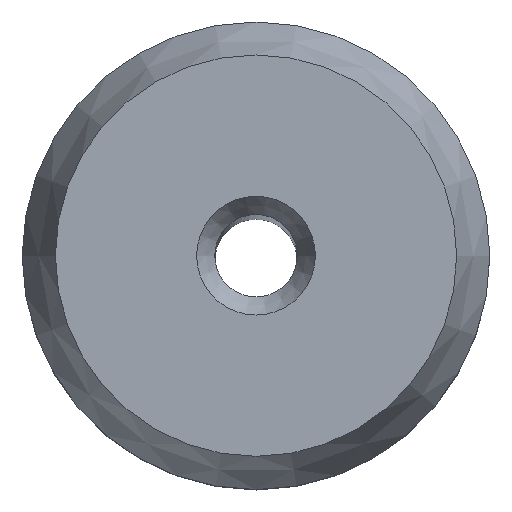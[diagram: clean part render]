
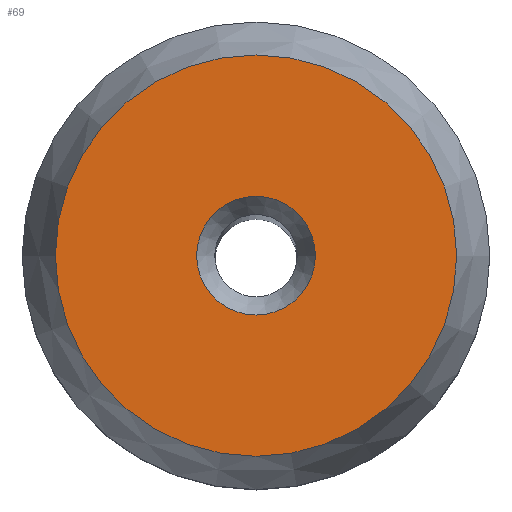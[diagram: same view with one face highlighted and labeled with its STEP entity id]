
A CAD part, top view. The second image highlights one B-rep face of the part: STEP entity #69.
In plain terms, the highlighted planar face has unit normal (0, 0, 1).
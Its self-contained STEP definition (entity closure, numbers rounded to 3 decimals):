
#57=PLANE('',#789);
#69=ADVANCED_FACE('',(#100,#101),#57,.F.);
#100=FACE_BOUND('',#130,.T.);
#101=FACE_BOUND('',#131,.T.);
#130=EDGE_LOOP('',(#168));
#131=EDGE_LOOP('',(#169));
#168=ORIENTED_EDGE('',*,*,#274,.F.);
#169=ORIENTED_EDGE('',*,*,#270,.T.);
#240=VERTEX_POINT('',#1053);
#244=VERTEX_POINT('',#1063);
#270=EDGE_CURVE('',#240,#240,#309,.T.);
#274=EDGE_CURVE('',#244,#244,#313,.T.);
#309=CIRCLE('',#782,6.085);
#313=CIRCLE('',#788,1.8);
#782=AXIS2_PLACEMENT_3D('',#1052,#885,#886);
#788=AXIS2_PLACEMENT_3D('',#1062,#897,#898);
#789=AXIS2_PLACEMENT_3D('',#1064,#899,#900);
#885=DIRECTION('',(0.,0.,1.));
#886=DIRECTION('',(-1.,0.,0.));
#897=DIRECTION('',(0.,0.,1.));
#898=DIRECTION('',(-1.,0.,0.));
#899=DIRECTION('',(0.,0.,-1.));
#900=DIRECTION('',(-1.,0.,0.));
#1052=CARTESIAN_POINT('',(0.,0.,88.));
#1053=CARTESIAN_POINT('',(-6.085,0.,88.));
#1062=CARTESIAN_POINT('',(0.,0.,88.));
#1063=CARTESIAN_POINT('',(-1.8,0.,88.));
#1064=CARTESIAN_POINT('',(0.,0.,88.));
